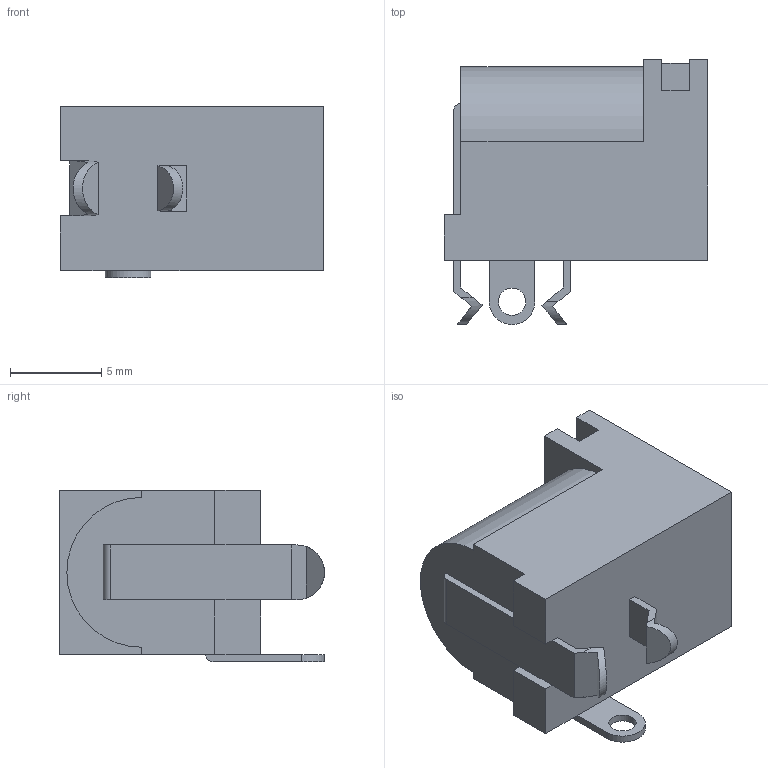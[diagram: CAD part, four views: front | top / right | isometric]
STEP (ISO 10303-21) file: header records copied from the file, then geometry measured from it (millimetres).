
FILE_DESCRIPTION(('FreeCAD Model'),'2;1');
FILE_NAME('CUI_PJ-202BH.step' ,'2018-06-26T20:38:27',('Author'),(''), 'Open CASCADE STEP processor 7.2','FreeCAD','Unknown');
FILE_SCHEMA(('AUTOMOTIVE_DESIGN { 1 0 10303 214 1 1 1 1 }'));
Length unit declared in the file: millimetre
Products named in the file (1): CUI_PJ-202BH
Bounding box: 14.4 x 14.5 x 9.4 mm (x, y, z)
Volume: 1020.9 mm3; surface area: 990.7 mm2
Topology: 1 solids, 1 shells, 61 faces, 162 edges, 106 vertices
Faces by surface type: plane 47, cylinder 12, cone 2
Entity records: 4755 total; most frequent: CARTESIAN_POINT 1128, DIRECTION 581, LINE 402, VECTOR 402, ORIENTED_EDGE 324, PCURVE 324, DEFINITIONAL_REPRESENTATION 324, EDGE_CURVE 162
